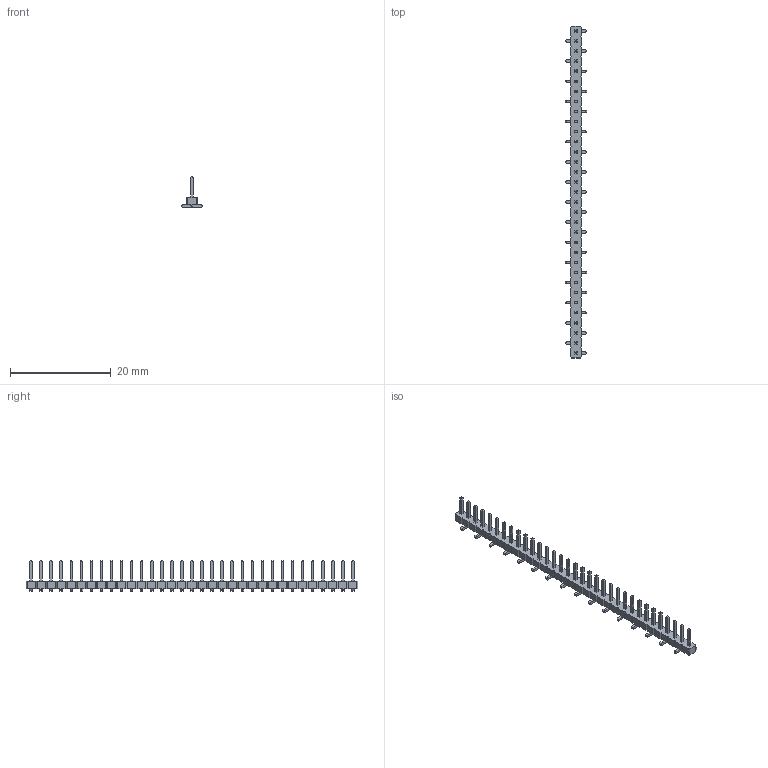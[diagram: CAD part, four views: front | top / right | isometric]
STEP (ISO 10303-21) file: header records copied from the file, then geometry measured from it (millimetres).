
FILE_DESCRIPTION(/* description */ ('model of PinHeader_1x33_P2.00mm_Vertical_SMD_Pin1Right'),/* implementation_level */ '2;1');
FILE_NAME(/* name */ 'PinHeader_1x33_P2.00mm_Vertical_SMD_Pin1Right.step',/* time_stamp */ '2017-12-02T01:43:22',/* author */ ('kicad StepUp','ksu'),/* organization */ ('FreeCAD'),/* preprocessor_version */ 'OCC',/* originating_system */ 'kicad StepUp',/* authorisation */ '');
FILE_SCHEMA(('AUTOMOTIVE_DESIGN_CC2 { 1 2 10303 214 -1 1 5 4 }'));
Length unit declared in the file: millimetre
Products named in the file (1): PinHeader_1x33_P200mm_Vertical_SMD_Pin1Right
Bounding box: 4.2 x 66 x 6 mm (x, y, z)
Volume: 244.7 mm3; surface area: 853.8 mm2
Topology: 1 solids, 1 shells, 829 faces, 2118 edges, 1324 vertices
Faces by surface type: plane 796, cylinder 33
Entity records: 30062 total; most frequent: CARTESIAN_POINT 4272, ORIENTED_EDGE 4236, DIRECTION 3844, EDGE_CURVE 2118, LINE 2052, VECTOR 2052, VERTEX_POINT 1324, AXIS2_PLACEMENT_3D 896
